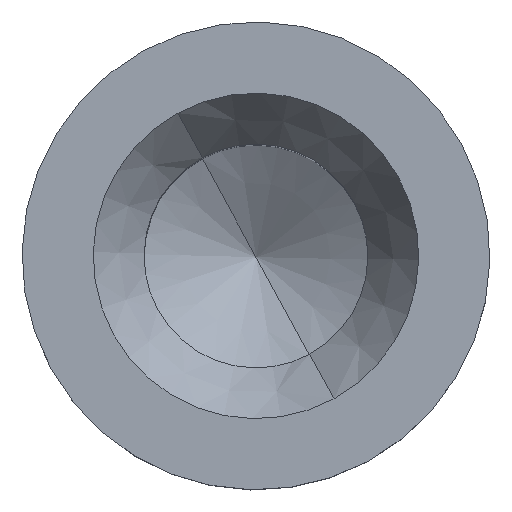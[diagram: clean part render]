
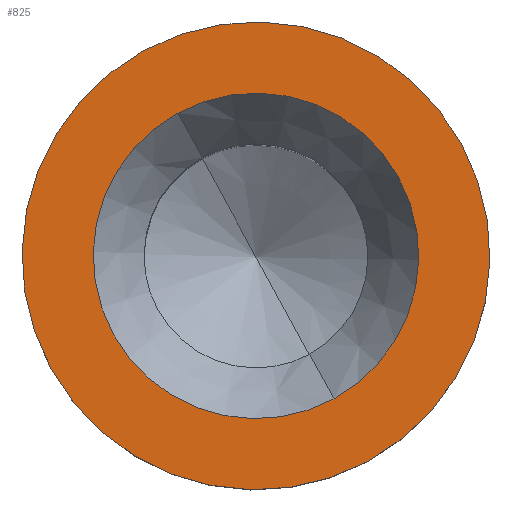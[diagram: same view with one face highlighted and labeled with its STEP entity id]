
A CAD part, top view. The second image highlights one B-rep face of the part: STEP entity #825.
In plain terms, the highlighted planar face has unit normal (0, 0, 1).
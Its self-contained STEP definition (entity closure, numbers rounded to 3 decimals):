
#234=AXIS2_PLACEMENT_3D('Circle Axis2P3D',#232,#233,$) ;
#253=AXIS2_PLACEMENT_3D('Circle Axis2P3D',#251,#252,$) ;
#293=AXIS2_PLACEMENT_3D('Circle Axis2P3D',#291,#292,$) ;
#310=AXIS2_PLACEMENT_3D('Circle Axis2P3D',#308,#309,$) ;
#815=AXIS2_PLACEMENT_3D('Plane Axis2P3D',#812,#813,#814) ;
#229=CARTESIAN_POINT('Vertex',(8.507,0.704,31.604)) ;
#232=CARTESIAN_POINT('Axis2P3D Location',(5.75,5.75,31.604)) ;
#236=CARTESIAN_POINT('Vertex',(2.993,10.796,31.604)) ;
#251=CARTESIAN_POINT('Axis2P3D Location',(5.75,5.75,31.604)) ;
#272=CARTESIAN_POINT('Vertex',(7.668,2.24,31.604)) ;
#288=CARTESIAN_POINT('Vertex',(3.832,9.26,31.604)) ;
#291=CARTESIAN_POINT('Axis2P3D Location',(5.75,5.75,31.604)) ;
#308=CARTESIAN_POINT('Axis2P3D Location',(5.75,5.75,31.604)) ;
#812=CARTESIAN_POINT('Axis2P3D Location',(5.75,11.5,31.604)) ;
#233=DIRECTION('Axis2P3D Direction',(0.,0.,1.)) ;
#252=DIRECTION('Axis2P3D Direction',(0.,0.,1.)) ;
#292=DIRECTION('Axis2P3D Direction',(0.,0.,1.)) ;
#309=DIRECTION('Axis2P3D Direction',(0.,0.,1.)) ;
#813=DIRECTION('Axis2P3D Direction',(0.,0.,1.)) ;
#814=DIRECTION('Axis2P3D XDirection',(1.,0.,0.)) ;
#818=ORIENTED_EDGE('',*,*,#255,.T.) ;
#819=ORIENTED_EDGE('',*,*,#238,.T.) ;
#822=ORIENTED_EDGE('',*,*,#295,.F.) ;
#823=ORIENTED_EDGE('',*,*,#312,.F.) ;
#824=FACE_BOUND('',#821,.T.) ;
#825=ADVANCED_FACE('Koerper.2',(#820,#824),#816,.T.) ;
#235=CIRCLE('generated circle',#234,5.75) ;
#254=CIRCLE('generated circle',#253,5.75) ;
#294=CIRCLE('generated circle',#293,4.) ;
#311=CIRCLE('generated circle',#310,4.) ;
#238=EDGE_CURVE('',#237,#230,#235,.T.) ;
#255=EDGE_CURVE('',#230,#237,#254,.T.) ;
#295=EDGE_CURVE('',#289,#273,#294,.T.) ;
#312=EDGE_CURVE('',#273,#289,#311,.T.) ;
#817=EDGE_LOOP('',(#818,#819)) ;
#821=EDGE_LOOP('',(#822,#823)) ;
#820=FACE_OUTER_BOUND('',#817,.T.) ;
#816=PLANE('',#815) ;
#230=VERTEX_POINT('',#229) ;
#237=VERTEX_POINT('',#236) ;
#273=VERTEX_POINT('',#272) ;
#289=VERTEX_POINT('',#288) ;
